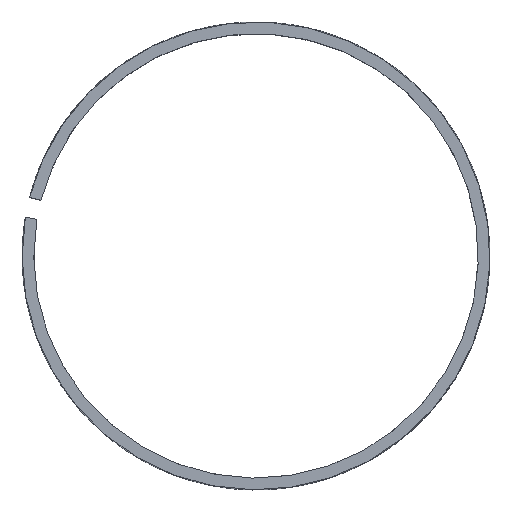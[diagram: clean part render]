
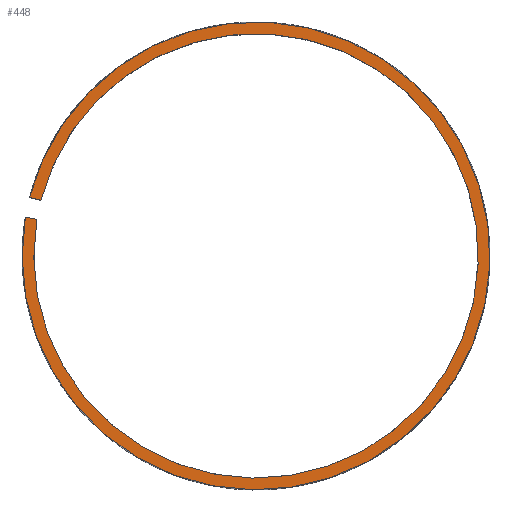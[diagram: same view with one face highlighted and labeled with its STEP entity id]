
A CAD part, top view. The second image highlights one B-rep face of the part: STEP entity #448.
In plain terms, the highlighted planar face has unit normal (0, 0, 1).
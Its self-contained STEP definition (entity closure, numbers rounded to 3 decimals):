
#448 = ADVANCED_FACE( '', ( #962 ), #963, .T. );
#962 = FACE_OUTER_BOUND( '', #1539, .T. );
#963 = PLANE( '', #1540 );
#1539 = EDGE_LOOP( '', ( #2867, #2868, #2869, #2870 ) );
#1540 = AXIS2_PLACEMENT_3D( '', #2871, #2872, #2873 );
#2867 = ORIENTED_EDGE( '', *, *, #3491, .T. );
#2868 = ORIENTED_EDGE( '', *, *, #3807, .T. );
#2869 = ORIENTED_EDGE( '', *, *, #4013, .T. );
#2870 = ORIENTED_EDGE( '', *, *, #3977, .F. );
#2871 = CARTESIAN_POINT( '', ( 0., 0., 7.502 ) );
#2872 = DIRECTION( '', ( 0., 0., 1. ) );
#2873 = DIRECTION( '', ( 1., 0., 0. ) );
#3491 = EDGE_CURVE( '', #4175, #4173, #4176, .T. );
#3807 = EDGE_CURVE( '', #4173, #4686, #4688, .T. );
#3977 = EDGE_CURVE( '', #4175, #4915, #4916, .T. );
#4013 = EDGE_CURVE( '', #4686, #4915, #4958, .T. );
#4173 = VERTEX_POINT( '', #5135 );
#4175 = VERTEX_POINT( '', #5138 );
#4176 = LINE( '', #5139, #5140 );
#4686 = VERTEX_POINT( '', #5699 );
#4688 = CIRCLE( '', #5702, 32.015 );
#4915 = VERTEX_POINT( '', #5962 );
#4916 = CIRCLE( '', #5963, 30.414 );
#4958 = LINE( '', #6008, #6009 );
#5135 = CARTESIAN_POINT( '', ( -31.576, 5.284, 7.502 ) );
#5138 = CARTESIAN_POINT( '', ( -29.997, 5.02, 7.502 ) );
#5139 = CARTESIAN_POINT( '', ( -29.997, 5.02, 7.502 ) );
#5140 = VECTOR( '', #6189, 1000. );
#5699 = CARTESIAN_POINT( '', ( -30.995, 8.016, 7.502 ) );
#5702 = AXIS2_PLACEMENT_3D( '', #6864, #6865, #6866 );
#5962 = CARTESIAN_POINT( '', ( -29.445, 7.615, 7.502 ) );
#5963 = AXIS2_PLACEMENT_3D( '', #7161, #7162, #7163 );
#6008 = CARTESIAN_POINT( '', ( -30.995, 8.016, 7.502 ) );
#6009 = VECTOR( '', #7239, 1000. );
#6189 = DIRECTION( '', ( -0.986, 0.165, 0. ) );
#6864 = CARTESIAN_POINT( '', ( 0., 0., 7.502 ) );
#6865 = DIRECTION( '', ( 0., 0., 1. ) );
#6866 = DIRECTION( '', ( 1., 0., 0. ) );
#7161 = CARTESIAN_POINT( '', ( 0., 0., 7.502 ) );
#7162 = DIRECTION( '', ( 0., 0., 1. ) );
#7163 = DIRECTION( '', ( 1., 0., 0. ) );
#7239 = DIRECTION( '', ( 0.968, -0.25, 0. ) );
